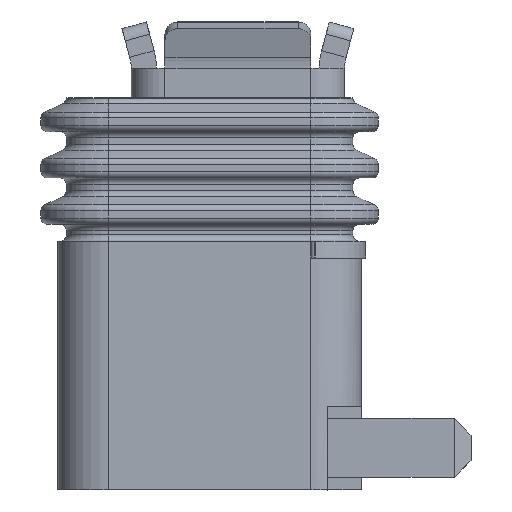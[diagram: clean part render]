
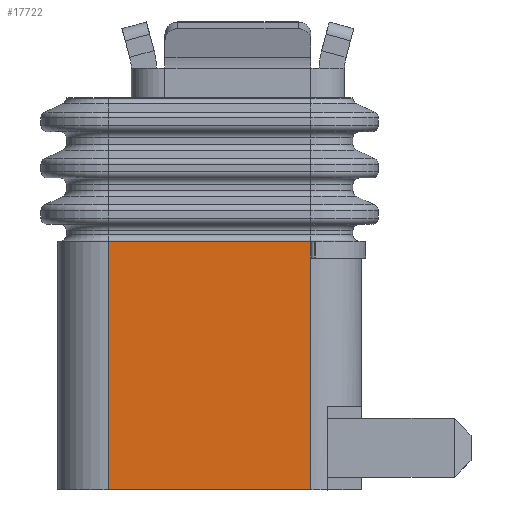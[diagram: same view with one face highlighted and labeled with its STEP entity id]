
A CAD part, left-side view. The second image highlights one B-rep face of the part: STEP entity #17722.
In plain terms, the highlighted planar face has unit normal (-1, 0, 0).
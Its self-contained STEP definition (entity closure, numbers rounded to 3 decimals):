
#1043 = VECTOR ( 'NONE', #6096, 1000. ) ;
#1379 = CARTESIAN_POINT ( 'NONE',  ( -3.95, 0.6, -2.775 ) ) ;
#2130 = ORIENTED_EDGE ( 'NONE', *, *, #17325, .F. ) ;
#2497 = CARTESIAN_POINT ( 'NONE',  ( -3.95, 3., 1.875 ) ) ;
#2561 = EDGE_LOOP ( 'NONE', ( #2130, #12802, #13881, #19610, #16758 ) ) ;
#4248 = VECTOR ( 'NONE', #5632, 1000. ) ;
#5221 = VERTEX_POINT ( 'NONE', #1379 ) ;
#5377 = CARTESIAN_POINT ( 'NONE',  ( -3.95, 3., 0.175 ) ) ;
#5632 = DIRECTION ( 'NONE',  ( 0., 0., -1. ) ) ;
#5659 = LINE ( 'NONE', #9546, #1043 ) ;
#6095 = VERTEX_POINT ( 'NONE', #19722 ) ;
#6096 = DIRECTION ( 'NONE',  ( 0., 0., -1. ) ) ;
#6817 = DIRECTION ( 'NONE',  ( 0., 0., -1. ) ) ;
#7130 = CARTESIAN_POINT ( 'NONE',  ( -3.95, 3., -2.775 ) ) ;
#7274 = CARTESIAN_POINT ( 'NONE',  ( -3.95, 0., 0.175 ) ) ;
#7956 = EDGE_CURVE ( 'NONE', #18116, #14501, #20025, .T. ) ;
#8290 = VECTOR ( 'NONE', #8999, 1000. ) ;
#8815 = FACE_OUTER_BOUND ( 'NONE', #2561, .T. ) ;
#8999 = DIRECTION ( 'NONE',  ( 0., -1., 0. ) ) ;
#9228 = PLANE ( 'NONE',  #14753 ) ;
#9513 = VECTOR ( 'NONE', #6817, 1000. ) ;
#9546 = CARTESIAN_POINT ( 'NONE',  ( -3.95, 0.6, 1.875 ) ) ;
#9991 = CARTESIAN_POINT ( 'NONE',  ( -3.95, 3., 1.875 ) ) ;
#10367 = DIRECTION ( 'NONE',  ( 0., -1., 0. ) ) ;
#11045 = DIRECTION ( 'NONE',  ( 0., 1., 0. ) ) ;
#11225 = CARTESIAN_POINT ( 'NONE',  ( -3.95, 3., -2.775 ) ) ;
#12387 = VECTOR ( 'NONE', #10367, 1000. ) ;
#12802 = ORIENTED_EDGE ( 'NONE', *, *, #19081, .F. ) ;
#12979 = EDGE_CURVE ( 'NONE', #14501, #5221, #21569, .T. ) ;
#13097 = VERTEX_POINT ( 'NONE', #16087 ) ;
#13881 = ORIENTED_EDGE ( 'NONE', *, *, #17612, .F. ) ;
#14501 = VERTEX_POINT ( 'NONE', #11225 ) ;
#14753 = AXIS2_PLACEMENT_3D ( 'NONE', #2497, #21300, #11045 ) ;
#15830 = LINE ( 'NONE', #19185, #4248 ) ;
#16087 = CARTESIAN_POINT ( 'NONE',  ( -3.95, 0.6, -0.025 ) ) ;
#16758 = ORIENTED_EDGE ( 'NONE', *, *, #12979, .T. ) ;
#16898 = LINE ( 'NONE', #7274, #8290 ) ;
#17325 = EDGE_CURVE ( 'NONE', #13097, #5221, #5659, .T. ) ;
#17612 = EDGE_CURVE ( 'NONE', #18116, #6095, #16898, .T. ) ;
#17722 = ADVANCED_FACE ( 'NONE', ( #8815 ), #9228, .F. ) ;
#18116 = VERTEX_POINT ( 'NONE', #5377 ) ;
#19081 = EDGE_CURVE ( 'NONE', #6095, #13097, #15830, .T. ) ;
#19185 = CARTESIAN_POINT ( 'NONE',  ( -3.95, 0.6, 0.175 ) ) ;
#19610 = ORIENTED_EDGE ( 'NONE', *, *, #7956, .T. ) ;
#19722 = CARTESIAN_POINT ( 'NONE',  ( -3.95, 0.6, 0.175 ) ) ;
#20025 = LINE ( 'NONE', #9991, #9513 ) ;
#21300 = DIRECTION ( 'NONE',  ( 1., 0., 0. ) ) ;
#21569 = LINE ( 'NONE', #7130, #12387 ) ;
